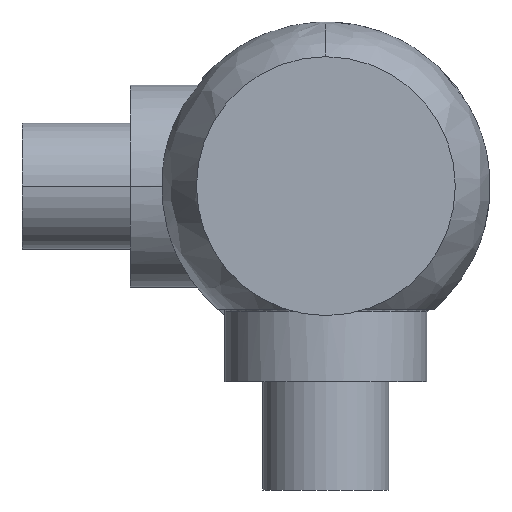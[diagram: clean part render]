
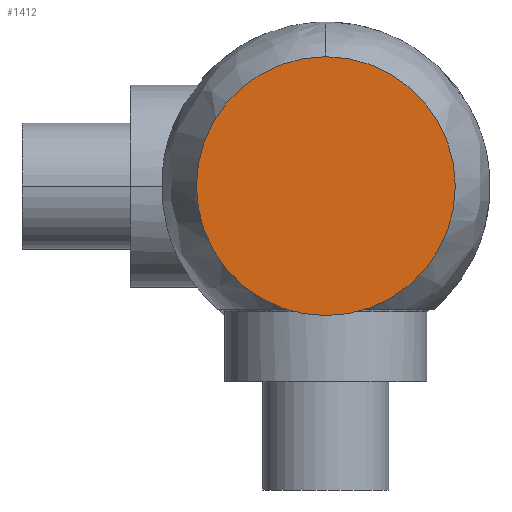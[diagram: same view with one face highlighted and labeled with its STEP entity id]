
A CAD part, front view. The second image highlights one B-rep face of the part: STEP entity #1412.
In plain terms, the highlighted planar face has unit normal (0, -1, 0).
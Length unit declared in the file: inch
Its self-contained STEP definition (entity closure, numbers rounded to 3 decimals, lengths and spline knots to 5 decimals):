
#112 = ORIENTED_EDGE ( 'NONE', *, *, #1660, .F. ) ;
#118 = VERTEX_POINT ( 'NONE', #1285 ) ;
#401 = CARTESIAN_POINT ( 'NONE',  ( 0., -10.257, 0. ) ) ;
#454 = FACE_OUTER_BOUND ( 'NONE', #2514, .T. ) ;
#472 = CIRCLE ( 'NONE', #1904, 2.5625 ) ;
#536 = DIRECTION ( 'NONE',  ( 0., 0., 1. ) ) ;
#636 = DIRECTION ( 'NONE',  ( 0., 0., 1. ) ) ;
#801 = EDGE_CURVE ( 'NONE', #118, #1587, #472, .T. ) ;
#1263 = ORIENTED_EDGE ( 'NONE', *, *, #801, .F. ) ;
#1285 = CARTESIAN_POINT ( 'NONE',  ( 0., -10.257, -2.5625 ) ) ;
#1412 = ADVANCED_FACE ( 'NONE', ( #454 ), #1654, .F. ) ;
#1470 = CARTESIAN_POINT ( 'NONE',  ( 0., -10.257, 0. ) ) ;
#1587 = VERTEX_POINT ( 'NONE', #2642 ) ;
#1654 = PLANE ( 'NONE',  #2949 ) ;
#1660 = EDGE_CURVE ( 'NONE', #1587, #118, #2372, .T. ) ;
#1904 = AXIS2_PLACEMENT_3D ( 'NONE', #2059, #2928, #2917 ) ;
#1948 = DIRECTION ( 'NONE',  ( 0., 1., 0. ) ) ;
#2059 = CARTESIAN_POINT ( 'NONE',  ( 0., -10.257, 0. ) ) ;
#2060 = DIRECTION ( 'NONE',  ( 0., 1., 0. ) ) ;
#2178 = AXIS2_PLACEMENT_3D ( 'NONE', #401, #2060, #636 ) ;
#2372 = CIRCLE ( 'NONE', #2178, 2.5625 ) ;
#2514 = EDGE_LOOP ( 'NONE', ( #112, #1263 ) ) ;
#2642 = CARTESIAN_POINT ( 'NONE',  ( 0., -10.257, 2.5625 ) ) ;
#2917 = DIRECTION ( 'NONE',  ( 0., 0., 1. ) ) ;
#2928 = DIRECTION ( 'NONE',  ( 0., 1., 0. ) ) ;
#2949 = AXIS2_PLACEMENT_3D ( 'NONE', #1470, #1948, #536 ) ;
